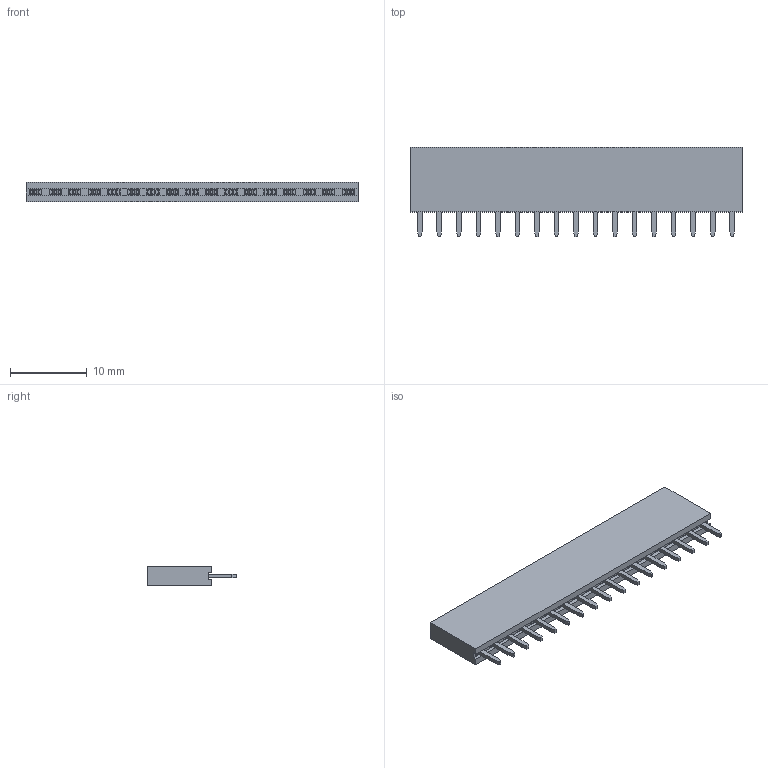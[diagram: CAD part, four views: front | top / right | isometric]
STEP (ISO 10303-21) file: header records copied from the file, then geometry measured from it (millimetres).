
FILE_DESCRIPTION((''),'2;1');
FILE_NAME('PBS-17.stp','2019-11-02T10:50:39',('Shuvalov'),(''),'Autodesk Inventor 2011','Autodesk Inventor 2011','');
FILE_SCHEMA(('CONFIG_CONTROL_DESIGN'));
Length unit declared in the file: millimetre
Products named in the file (1): PBS-17
Bounding box: 43.18 x 11.6 x 2.54 mm (x, y, z)
Volume: 846 mm3; surface area: 1593.7 mm2
Topology: 18 solids, 18 shells, 520 faces, 1282 edges, 832 vertices
Faces by surface type: plane 452, cylinder 68
Entity records: 15416 total; most frequent: CARTESIAN_POINT 2635, ORIENTED_EDGE 2564, DIRECTION 2460, EDGE_CURVE 1282, VECTOR 1146, LINE 1146, VERTEX_POINT 832, AXIS2_PLACEMENT_3D 657
